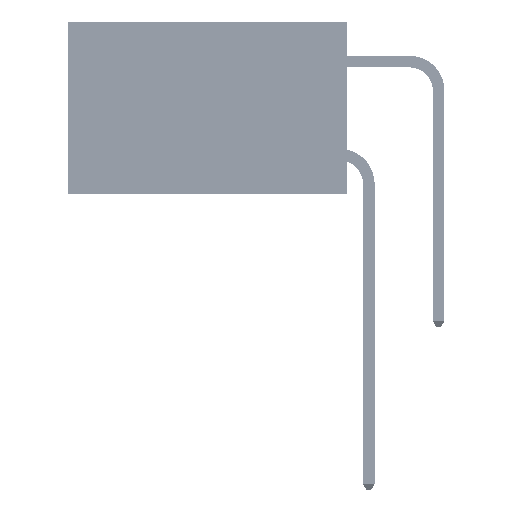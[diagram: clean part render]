
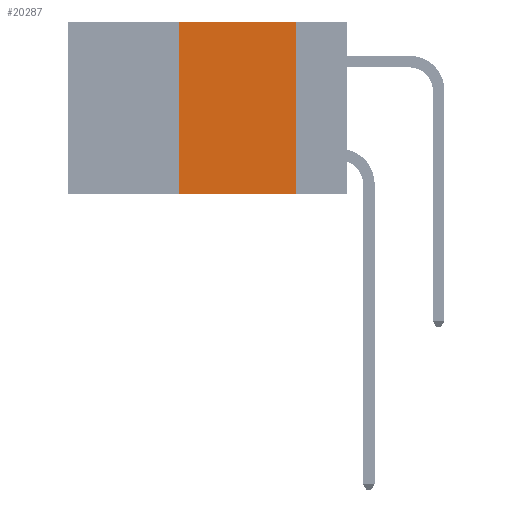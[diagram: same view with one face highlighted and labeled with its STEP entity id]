
A CAD part, left-side view. The second image highlights one B-rep face of the part: STEP entity #20287.
In plain terms, the highlighted planar face has unit normal (-1, 0, 0).
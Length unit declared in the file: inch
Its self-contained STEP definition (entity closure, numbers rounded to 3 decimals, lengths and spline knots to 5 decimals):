
#3589 = FACE_OUTER_BOUND ( 'NONE', #38862, .T. ) ;
#3736 = LINE ( 'NONE', #20046, #29289 ) ;
#3903 = DIRECTION ( 'NONE',  ( 0., -1., 0. ) ) ;
#7091 = DIRECTION ( 'NONE',  ( 0., 0., -1. ) ) ;
#7272 = CARTESIAN_POINT ( 'NONE',  ( 0., 0.6, -0.37 ) ) ;
#8501 = VERTEX_POINT ( 'NONE', #10603 ) ;
#9049 = VECTOR ( 'NONE', #3903, 39.37008 ) ;
#10603 = CARTESIAN_POINT ( 'NONE',  ( 0., 0.36, -0.37 ) ) ;
#11104 = DIRECTION ( 'NONE',  ( 1., 0., 0. ) ) ;
#11423 = CARTESIAN_POINT ( 'NONE',  ( 0., 0.36, 0. ) ) ;
#12162 = EDGE_CURVE ( 'NONE', #32683, #32433, #3736, .T. ) ;
#15638 = PLANE ( 'NONE',  #29408 ) ;
#19736 = VERTEX_POINT ( 'NONE', #11423 ) ;
#20046 = CARTESIAN_POINT ( 'NONE',  ( 0., 0.11, 0. ) ) ;
#20287 = ADVANCED_FACE ( 'NONE', ( #3589 ), #15638, .F. ) ;
#21877 = VECTOR ( 'NONE', #35846, 39.37008 ) ;
#23561 = EDGE_CURVE ( 'NONE', #19736, #32683, #43716, .T. ) ;
#23625 = CARTESIAN_POINT ( 'NONE',  ( 0., 0.11, -0.37 ) ) ;
#24603 = VECTOR ( 'NONE', #25662, 39.37008 ) ;
#25662 = DIRECTION ( 'NONE',  ( 0., 0., 1. ) ) ;
#25709 = CARTESIAN_POINT ( 'NONE',  ( 0., 0.11, 0. ) ) ;
#26096 = EDGE_CURVE ( 'NONE', #8501, #19736, #45950, .T. ) ;
#29289 = VECTOR ( 'NONE', #52609, 39.37008 ) ;
#29408 = AXIS2_PLACEMENT_3D ( 'NONE', #40717, #11104, #7091 ) ;
#31839 = LINE ( 'NONE', #7272, #21877 ) ;
#32433 = VERTEX_POINT ( 'NONE', #23625 ) ;
#32683 = VERTEX_POINT ( 'NONE', #25709 ) ;
#35782 = ORIENTED_EDGE ( 'NONE', *, *, #12162, .F. ) ;
#35846 = DIRECTION ( 'NONE',  ( 0., -1., 0. ) ) ;
#38389 = EDGE_CURVE ( 'NONE', #8501, #32433, #31839, .T. ) ;
#38862 = EDGE_LOOP ( 'NONE', ( #35782, #46438, #39045, #51848 ) ) ;
#39045 = ORIENTED_EDGE ( 'NONE', *, *, #26096, .F. ) ;
#40499 = CARTESIAN_POINT ( 'NONE',  ( 0., 0.6, 0. ) ) ;
#40717 = CARTESIAN_POINT ( 'NONE',  ( 0., 0.6, 0. ) ) ;
#43011 = CARTESIAN_POINT ( 'NONE',  ( 0., 0.36, 0. ) ) ;
#43716 = LINE ( 'NONE', #40499, #9049 ) ;
#45950 = LINE ( 'NONE', #43011, #24603 ) ;
#46438 = ORIENTED_EDGE ( 'NONE', *, *, #23561, .F. ) ;
#51848 = ORIENTED_EDGE ( 'NONE', *, *, #38389, .T. ) ;
#52609 = DIRECTION ( 'NONE',  ( 0., 0., -1. ) ) ;
